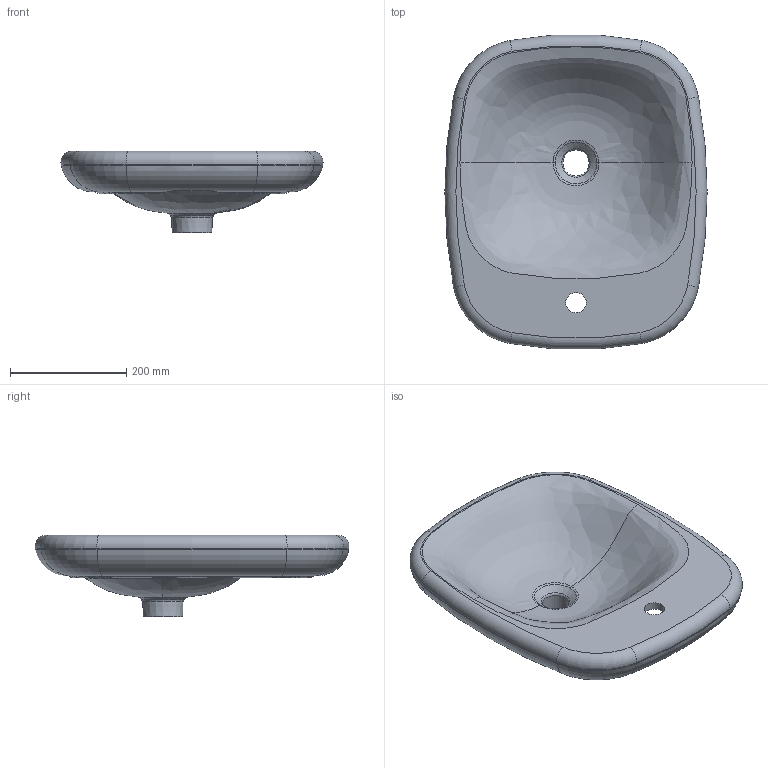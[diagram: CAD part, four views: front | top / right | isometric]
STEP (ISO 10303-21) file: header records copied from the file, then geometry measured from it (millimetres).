
FILE_DESCRIPTION(/* description */ (''),/* implementation_level */ '2;1');
FILE_NAME(/* name */ '1489 yeni derin hazne.stp',/* time_stamp */ '2021-11-16T15:47:32+03:00',/* author */ (''),/* organization */ (''),/* preprocessor_version */ 'ST-DEVELOPER v16',/* originating_system */ 'SIEMENS PLM Software NX 11.0',/* authorisation */ '');
FILE_SCHEMA (('AUTOMOTIVE_DESIGN { 1 0 10303 214 3 1 1 1 }'));
Length unit declared in the file: millimetre
Products named in the file (1): Dell24F49904ne39
Bounding box: 451.86 x 540.75 x 140.38 mm (x, y, z)
Volume: 8374811.4 mm3; surface area: 569967.3 mm2
Topology: 1 solids, 1 shells, 183 faces, 447 edges, 258 vertices
Faces by surface type: bspline 111, torus 36, cone 17, plane 9, cylinder 6, sphere 4
Full cylindrical faces by diameter (mm): 35 x1, 45 x1
Entity records: 12233 total; most frequent: CARTESIAN_POINT 8795, ORIENTED_EDGE 858, DIRECTION 516, EDGE_CURVE 429, VERTEX_POINT 255, AXIS2_PLACEMENT_3D 250, B_SPLINE_CURVE_WITH_KNOTS 236, EDGE_LOOP 194
